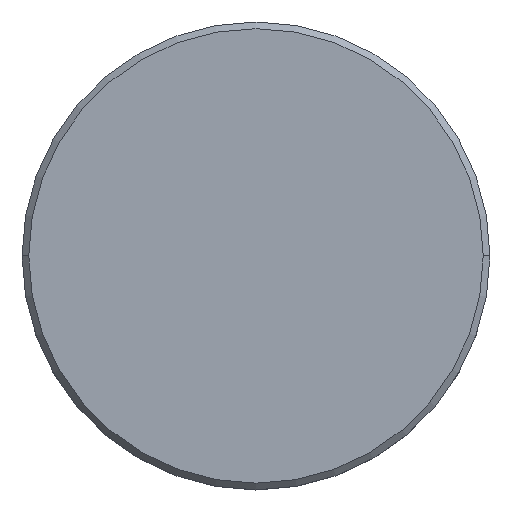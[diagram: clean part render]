
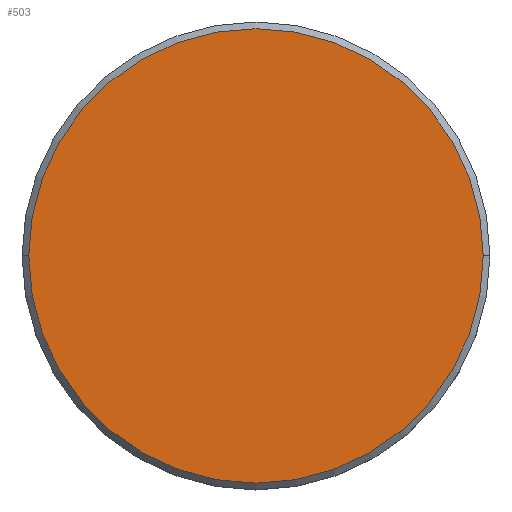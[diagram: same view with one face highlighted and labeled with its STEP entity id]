
A CAD part, top view. The second image highlights one B-rep face of the part: STEP entity #503.
In plain terms, the highlighted planar face has unit normal (0, 0, 1).
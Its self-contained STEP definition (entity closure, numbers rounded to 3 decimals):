
#31 = CARTESIAN_POINT ( 'NONE',  ( -17., 0., 0. ) ) ;
#49 = AXIS2_PLACEMENT_3D ( 'NONE', #244, #414, #376 ) ;
#70 = VERTEX_POINT ( 'NONE', #141 ) ;
#89 = DIRECTION ( 'NONE',  ( 0., 0., 1. ) ) ;
#117 = CARTESIAN_POINT ( 'NONE',  ( 0., 0., 0. ) ) ;
#141 = CARTESIAN_POINT ( 'NONE',  ( 17., 0., 0. ) ) ;
#152 = ORIENTED_EDGE ( 'NONE', *, *, #367, .T. ) ;
#185 = DIRECTION ( 'NONE',  ( 1., 0., 0. ) ) ;
#201 = DIRECTION ( 'NONE',  ( 1., 0., 0. ) ) ;
#244 = CARTESIAN_POINT ( 'NONE',  ( 0., 0., 0. ) ) ;
#283 = CIRCLE ( 'NONE', #466, 17. ) ;
#288 = CIRCLE ( 'NONE', #417, 17. ) ;
#335 = EDGE_LOOP ( 'NONE', ( #152, #481 ) ) ;
#367 = EDGE_CURVE ( 'NONE', #557, #70, #283, .T. ) ;
#376 = DIRECTION ( 'NONE',  ( 1., 0., 0. ) ) ;
#414 = DIRECTION ( 'NONE',  ( 0., 0., 1. ) ) ;
#417 = AXIS2_PLACEMENT_3D ( 'NONE', #117, #491, #185 ) ;
#462 = FACE_OUTER_BOUND ( 'NONE', #335, .T. ) ;
#466 = AXIS2_PLACEMENT_3D ( 'NONE', #564, #89, #201 ) ;
#481 = ORIENTED_EDGE ( 'NONE', *, *, #525, .T. ) ;
#491 = DIRECTION ( 'NONE',  ( 0., 0., 1. ) ) ;
#503 = ADVANCED_FACE ( 'NONE', ( #462 ), #591, .T. ) ;
#525 = EDGE_CURVE ( 'NONE', #70, #557, #288, .T. ) ;
#557 = VERTEX_POINT ( 'NONE', #31 ) ;
#564 = CARTESIAN_POINT ( 'NONE',  ( 0., 0., 0. ) ) ;
#591 = PLANE ( 'NONE',  #49 ) ;
